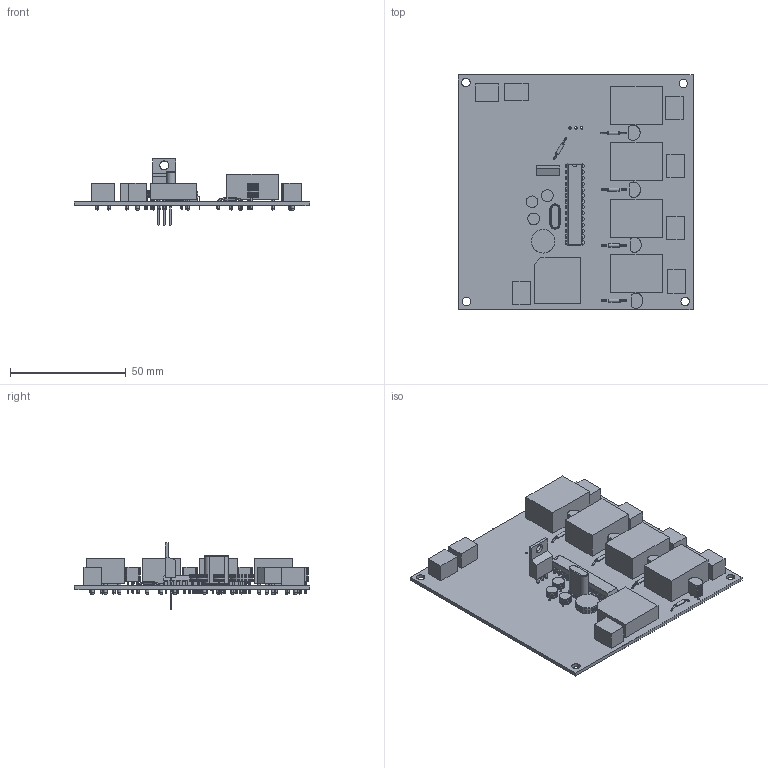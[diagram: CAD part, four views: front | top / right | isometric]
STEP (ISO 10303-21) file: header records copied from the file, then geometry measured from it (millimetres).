
FILE_DESCRIPTION(('PCB Model'),'2;1');
FILE_NAME('home automation.STEP','2019-03-25T16:32:46',('shourav'),('Unspecified'), 'Open CASCADE STEP processor 6.8','Proteus','Unknown');
FILE_SCHEMA(('CONFIG_CONTROL_DESIGN','SHAPE_APPEARANCE_LAYER_MIM'));
Length unit declared in the file: millimetre
Products named in the file (70): Open CASCADE STEP translator 6.8 1; Layer_1; RL1; Open CASCADE STEP translator 6.8 1.2.1; Body_1; Pin_1; Pin_2; Pin_3; Pin_4; Pin_5; RL2; RL3; RL4; J1; Open CASCADE STEP translator 6.8 1.6.1; J2; J3; J4; Q1; Open CASCADE STEP translator 6.8 1.10.1; Q2; Q3; Q4; R1; Open CASCADE STEP translator 6.8 1.14.1; R2; R3; R4; C1; Open CASCADE STEP translator 6.8 1.18.1; BRIDGE_REC; Open CASCADE STEP translator 6.8 1.19.1; 7805; Open CASCADE STEP translator 6.8 1.20.1; C4; Open CASCADE STEP translator 6.8 1.21.1; C2; C3; X1; Open CASCADE STEP translator 6.8 1.24.1 ...
Assembly tree (87 placements, depth 4):
  Open CASCADE STEP translator 6.8 1
    Layer_1
    RL1
      Open CASCADE STEP translator 6.8 1.2.1
        Body_1
        Pin_1
        Pin_2
        Pin_3
        Pin_4
        Pin_5
    RL2
      Open CASCADE STEP translator 6.8 1.2.1
        Body_1
        Pin_1
        Pin_2
        Pin_3
        Pin_4
        Pin_5
    RL3
      Open CASCADE STEP translator 6.8 1.2.1
        Body_1
        Pin_1
        Pin_2
        Pin_3
        Pin_4
        Pin_5
    RL4
      Open CASCADE STEP translator 6.8 1.2.1
        Body_1
        Pin_1
        Pin_2
        Pin_3
        Pin_4
        Pin_5
    J1
      Open CASCADE STEP translator 6.8 1.6.1
        Body_1
        Pin_1
        Pin_2
    J2
      Open CASCADE STEP translator 6.8 1.6.1
        Body_1
        Pin_1
        Pin_2
    J3
      Open CASCADE STEP translator 6.8 1.6.1
        Body_1
        Pin_1
        Pin_2
    J4
      Open CASCADE STEP translator 6.8 1.6.1
        Body_1
        Pin_1
        Pin_2
    Q1
      Open CASCADE STEP translator 6.8 1.10.1
        Body_1
        Pin_1
        Pin_2
        Pin_3
Bounding box: 101.92 x 101.92 x 28.62 mm (x, y, z)
Volume: 42736.3 mm3; surface area: 37984.2 mm2
Topology: 97 solids, 97 shells, 1787 faces, 4741 edges, 2909 vertices
Faces by surface type: plane 958, cylinder 467, sphere 272, bspline 40, torus 40, extrusion 10
Entity records: 46769 total; most frequent: CARTESIAN_POINT 8633, ORIENTED_EDGE 6148, DIRECTION 5965, EDGE_CURVE 3074, VERTEX_POINT 2027, VECTOR 1989, AXIS2_PLACEMENT_3D 1988, LINE 1987
